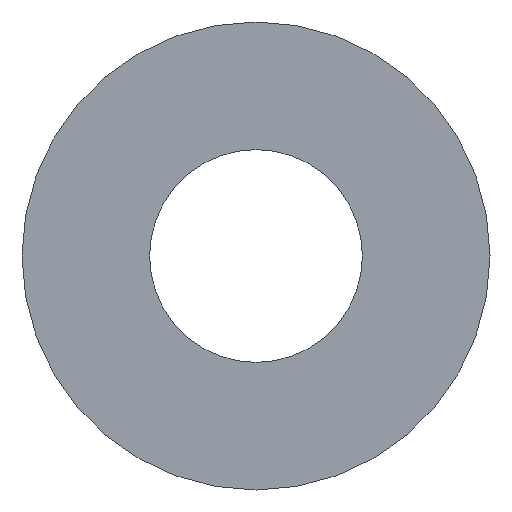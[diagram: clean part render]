
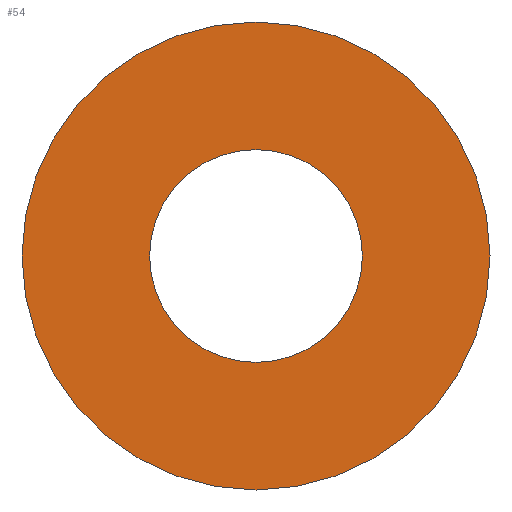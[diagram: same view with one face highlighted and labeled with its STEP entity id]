
A CAD part, front view. The second image highlights one B-rep face of the part: STEP entity #54.
In plain terms, the highlighted planar face has unit normal (0, -1, 0).
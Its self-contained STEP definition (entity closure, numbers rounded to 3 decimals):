
#6 = CIRCLE ( 'NONE', #160, 5.5 ) ;
#12 = CARTESIAN_POINT ( 'NONE',  ( 0., 0., -5.5 ) ) ;
#13 = CARTESIAN_POINT ( 'NONE',  ( 0., 0., 0. ) ) ;
#21 = AXIS2_PLACEMENT_3D ( 'NONE', #106, #26, #145 ) ;
#23 = ORIENTED_EDGE ( 'NONE', *, *, #38, .T. ) ;
#26 = DIRECTION ( 'NONE',  ( 0., 1., 0. ) ) ;
#28 = EDGE_LOOP ( 'NONE', ( #164, #23 ) ) ;
#31 = DIRECTION ( 'NONE',  ( 0., 1., 0. ) ) ;
#32 = DIRECTION ( 'NONE',  ( 0., 0., 1. ) ) ;
#38 = EDGE_CURVE ( 'NONE', #74, #42, #83, .T. ) ;
#42 = VERTEX_POINT ( 'NONE', #152 ) ;
#45 = DIRECTION ( 'NONE',  ( 0., 1., 0. ) ) ;
#46 = DIRECTION ( 'NONE',  ( 0., 0., 1. ) ) ;
#54 = ADVANCED_FACE ( 'NONE', ( #96, #99 ), #197, .F. ) ;
#56 = EDGE_LOOP ( 'NONE', ( #189, #114 ) ) ;
#74 = VERTEX_POINT ( 'NONE', #151 ) ;
#76 = EDGE_CURVE ( 'NONE', #42, #74, #137, .T. ) ;
#83 = CIRCLE ( 'NONE', #21, 2.5 ) ;
#85 = DIRECTION ( 'NONE',  ( 0., 0., 1. ) ) ;
#87 = CARTESIAN_POINT ( 'NONE',  ( 0., 0., 0. ) ) ;
#90 = AXIS2_PLACEMENT_3D ( 'NONE', #13, #45, #85 ) ;
#96 = FACE_OUTER_BOUND ( 'NONE', #56, .T. ) ;
#99 = FACE_BOUND ( 'NONE', #28, .T. ) ;
#100 = DIRECTION ( 'NONE',  ( 0., 0., 1. ) ) ;
#106 = CARTESIAN_POINT ( 'NONE',  ( 0., 0., 0. ) ) ;
#108 = DIRECTION ( 'NONE',  ( 0., 1., 0. ) ) ;
#109 = CARTESIAN_POINT ( 'NONE',  ( 0., 0., 5.5 ) ) ;
#112 = CARTESIAN_POINT ( 'NONE',  ( 0., 0., 0. ) ) ;
#114 = ORIENTED_EDGE ( 'NONE', *, *, #157, .F. ) ;
#126 = AXIS2_PLACEMENT_3D ( 'NONE', #198, #31, #46 ) ;
#127 = AXIS2_PLACEMENT_3D ( 'NONE', #87, #108, #32 ) ;
#134 = VERTEX_POINT ( 'NONE', #12 ) ;
#137 = CIRCLE ( 'NONE', #127, 2.5 ) ;
#142 = DIRECTION ( 'NONE',  ( 0., 1., 0. ) ) ;
#145 = DIRECTION ( 'NONE',  ( 0., 0., 1. ) ) ;
#150 = CIRCLE ( 'NONE', #90, 5.5 ) ;
#151 = CARTESIAN_POINT ( 'NONE',  ( 0., 0., 2.5 ) ) ;
#152 = CARTESIAN_POINT ( 'NONE',  ( 0., 0., -2.5 ) ) ;
#157 = EDGE_CURVE ( 'NONE', #163, #134, #150, .T. ) ;
#160 = AXIS2_PLACEMENT_3D ( 'NONE', #112, #142, #100 ) ;
#163 = VERTEX_POINT ( 'NONE', #109 ) ;
#164 = ORIENTED_EDGE ( 'NONE', *, *, #76, .T. ) ;
#179 = EDGE_CURVE ( 'NONE', #134, #163, #6, .T. ) ;
#189 = ORIENTED_EDGE ( 'NONE', *, *, #179, .F. ) ;
#197 = PLANE ( 'NONE',  #126 ) ;
#198 = CARTESIAN_POINT ( 'NONE',  ( 0., 0., 0. ) ) ;
